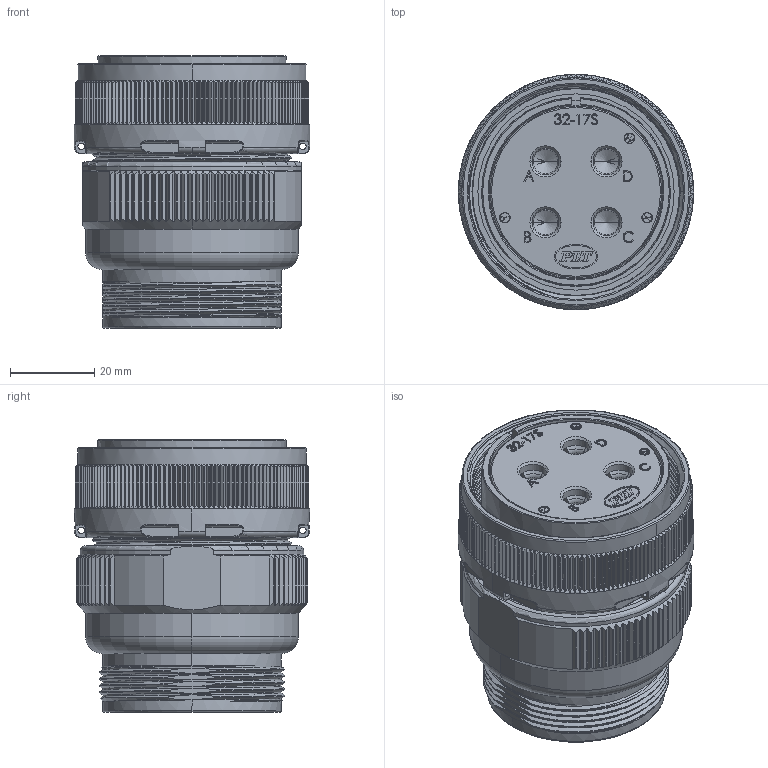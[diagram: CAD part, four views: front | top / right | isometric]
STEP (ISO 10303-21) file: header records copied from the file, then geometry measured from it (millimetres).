
FILE_DESCRIPTION (( 'STEP AP214' ), '1' );
FILE_NAME ('PF-CON r1 coord fXT B.STEP', '2020-10-19T15:35:30', ( '' ), ( '' ), 'SwSTEP 2.0', 'SolidWorks 2017', '' );
FILE_SCHEMA (( 'AUTOMOTIVE_DESIGN' ));
Length unit declared in the file: inch
Products named in the file (1): PF-CON r1 coord fXT B
Bounding box: 56 x 56 x 64.9 mm (x, y, z)
Volume: 81791.1 mm3; surface area: 63252.5 mm2
Topology: 13 solids, 13 shells, 2136 faces, 5882 edges, 3851 vertices
Faces by surface type: plane 928, cylinder 715, cone 264, bspline 172, torus 56, sphere 1
Entity records: 92909 total; most frequent: CARTESIAN_POINT 41140, ORIENTED_EDGE 11726, DIRECTION 9715, EDGE_CURVE 5863, VERTEX_POINT 3849, AXIS2_PLACEMENT_3D 3613, LINE 2489, VECTOR 2489
